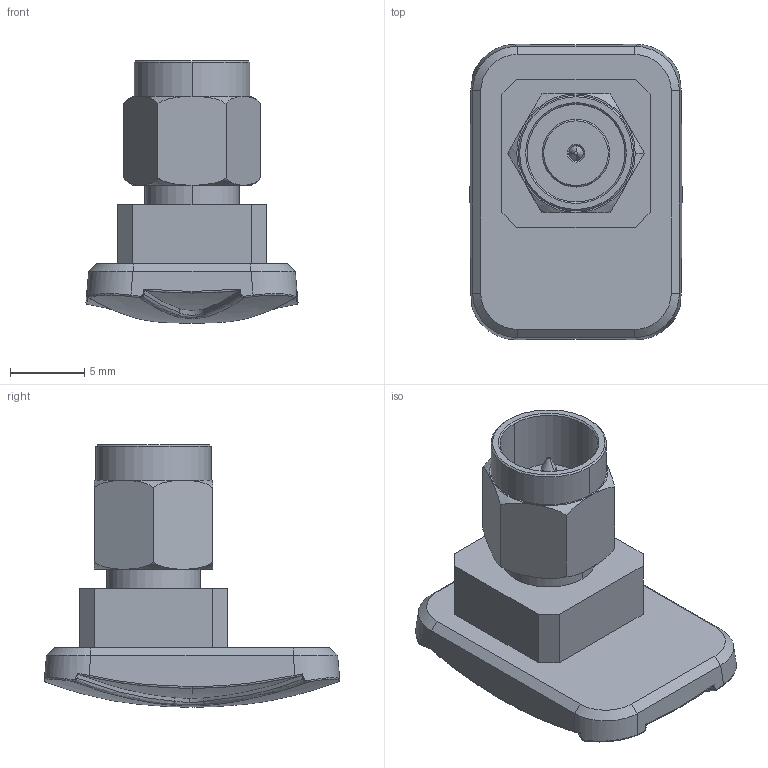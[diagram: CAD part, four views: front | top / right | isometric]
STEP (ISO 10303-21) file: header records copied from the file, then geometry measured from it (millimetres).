
FILE_DESCRIPTION (( 'STEP AP214' ), '1' );
FILE_NAME ('WCM.01.0111.STEP', '2018-12-03T11:26:03', ( '' ), ( '' ), 'SwSTEP 2.0', 'SolidWorks 2017', '' );
FILE_SCHEMA (( 'AUTOMOTIVE_DESIGN' ));
Length unit declared in the file: millimetre
Products named in the file (3): SMA; 000115A000002A_2.4G-PIFA-Housing-1; WCM.01.0111
Assembly tree (2 placements, depth 2):
  WCM.01.0111
    000115A000002A_2.4G-PIFA-Housing-1
    SMA
Bounding box: 14.31 x 19.94 x 17.71 mm (x, y, z)
Volume: 1516.6 mm3; surface area: 1540.4 mm2
Topology: 2 solids, 2 shells, 142 faces, 333 edges, 199 vertices
Faces by surface type: bspline 73, plane 35, cylinder 24, cone 10
Entity records: 8057 total; most frequent: CARTESIAN_POINT 5247, ORIENTED_EDGE 662, DIRECTION 428, EDGE_CURVE 331, VERTEX_POINT 199, AXIS2_PLACEMENT_3D 170, EDGE_LOOP 148, FACE_OUTER_BOUND 142
